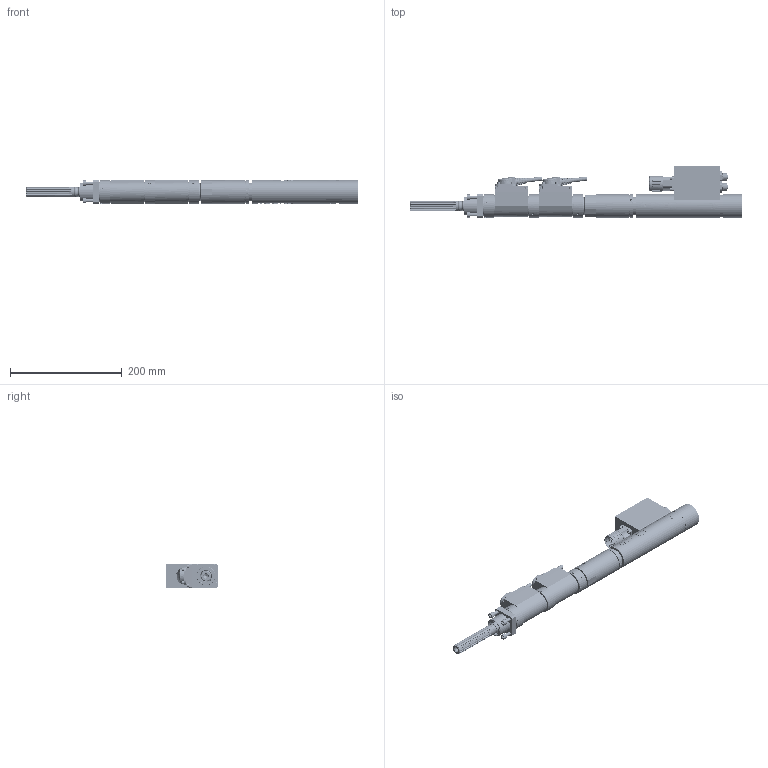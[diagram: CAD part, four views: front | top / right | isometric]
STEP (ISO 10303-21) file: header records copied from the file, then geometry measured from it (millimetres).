
FILE_DESCRIPTION(/* description */ (''),/* implementation_level */ '2;1');
FILE_NAME(/* name */ '1BD35T2S-A_IAM_001.iam.step',/* time_stamp */ '2021-04-20T11:51:44+02:00',/* author */ ('cideon'),/* organization */ (''),/* preprocessor_version */ 'ST-DEVELOPER v17.2',/* originating_system */ 'Autodesk Inventor 2019',/* authorisation */ '');
FILE_SCHEMA (('AUTOMOTIVE_DESIGN { 1 0 10303 214 3 1 1 }'));
Products named in the file (1): Bauteil2
Bounding box: 593.65 x 92.11 x 42.4 mm (x, y, z)
Volume: 751316.2 mm3; surface area: 219042.5 mm2
Topology: 5 solids, 5 shells, 6705 faces, 18849 edges, 12365 vertices
Faces by surface type: plane 4199, cylinder 1417, cone 410, bspline 375, torus 280, sphere 24
Full cylindrical faces by diameter (mm): 0.502 x4, 0.6 x32, 0.7 x6, 0.8 x4, 0.9 x20, 0.99 x4, 1.25 x4, 1.5 x4, 1.6 x1, 1.83 x4, 1.99 x5, 2 x2, 2.1 x4, 2.25 x1, 2.5 x4, 3 x8, 3.2 x4, 3.3 x8, 3.5 x4, 4 x15, 4.02 x4, 4.15 x4, 4.3 x4, 5 x16, 5.1 x5, 5.5 x12, 6 x9, 6.3 x2, 7.2 x4, 7.3 x2
Entity records: 278554 total; most frequent: CARTESIAN_POINT 98627, ORIENTED_EDGE 37654, DIRECTION 35004, EDGE_CURVE 18827, VERTEX_POINT 12365, AXIS2_PLACEMENT_3D 12340, LINE 10324, VECTOR 10324
